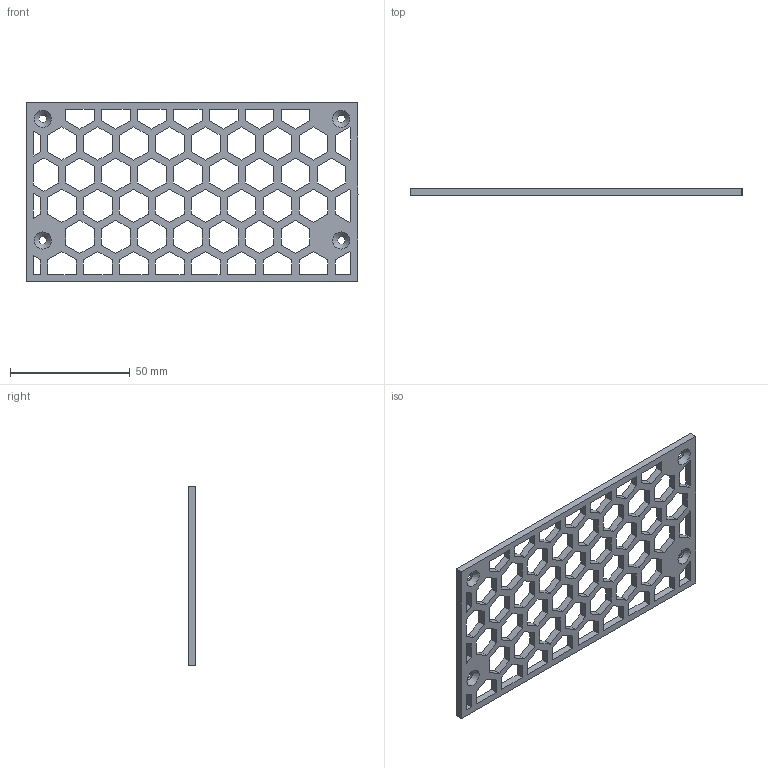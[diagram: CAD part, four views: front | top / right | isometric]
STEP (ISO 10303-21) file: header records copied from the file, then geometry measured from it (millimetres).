
FILE_DESCRIPTION(/* description */ (''),/* implementation_level */ '2;1');
FILE_NAME(/* name */ 'cover.stp',/* time_stamp */ '2023-10-05T15:09:07+02:00',/* author */ ('1mich'),/* organization */ (''),/* preprocessor_version */ 'ST-DEVELOPER v19',/* originating_system */ 'Autodesk Inventor 2023',/* authorisation */ '');
FILE_SCHEMA (('CONFIG_CONTROL_DESIGN'));
Length unit declared in the file: millimetre
Products named in the file (1): cover
Bounding box: 138.58 x 3 x 75.06 mm (x, y, z)
Volume: 14316.6 mm3; surface area: 17155.6 mm2
Topology: 1 solids, 1 shells, 316 faces, 946 edges, 637 vertices
Faces by surface type: plane 308, cone 4, cylinder 4
Full cylindrical faces by diameter (mm): 3.2 x4
Entity records: 10684 total; most frequent: CARTESIAN_POINT 1892, ORIENTED_EDGE 1876, DIRECTION 1592, EDGE_CURVE 938, LINE 926, VECTOR 926, VERTEX_POINT 624, EDGE_LOOP 430
